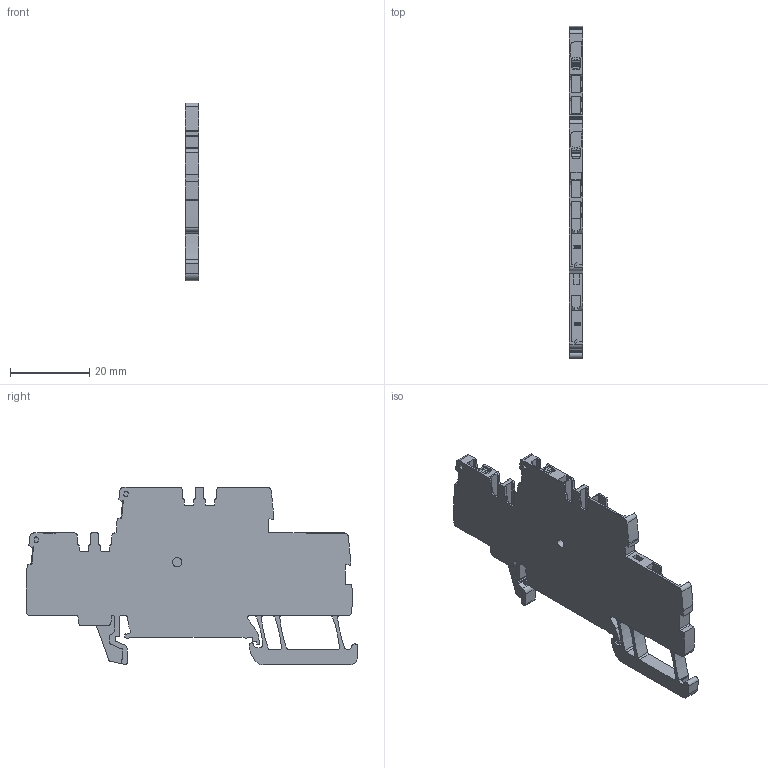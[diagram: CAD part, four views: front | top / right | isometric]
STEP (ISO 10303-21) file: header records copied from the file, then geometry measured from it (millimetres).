
FILE_DESCRIPTION(('CATIA V5R24 STEP','CAx-IF Rec.Pracs.--- Model Styling and Organization---1.2---2011-12-15'),'2;1');
FILE_NAME ('D1462787_0', '2016-11-24T10:00:10+00:00', ('Weidmueller Interface'), ('Weidmueller'), 'CATIA Version 5-6 Release 2014 SP4 HF52', 'CATIA V5 STEP AP214', 'none');
FILE_SCHEMA(('AUTOMOTIVE_DESIGN { 1 0 10303 214 1 1 1 1 }'));
Length unit declared in the file: millimetre
Products named in the file (1): v5-standard_part
Bounding box: 3.5 x 83.87 x 44.95 mm (x, y, z)
Volume: 7155.3 mm3; surface area: 8573.8 mm2
Topology: 5 solids, 5 shells, 863 faces, 2427 edges, 1581 vertices
Faces by surface type: plane 439, cylinder 372, extrusion 20, torus 16, bspline 10, sphere 4, cone 2
Entity records: 27852 total; most frequent: CARTESIAN_POINT 6042, ORIENTED_EDGE 4846, DIRECTION 3612, EDGE_CURVE 2423, VECTOR 1597, VERTEX_POINT 1581, LINE 1577, AXIS2_PLACEMENT_3D 1340
